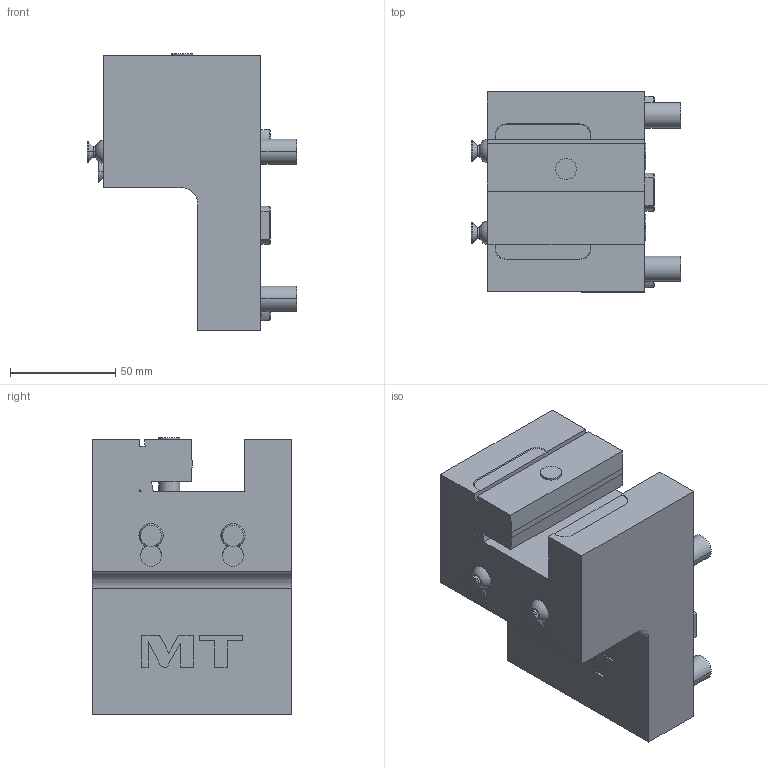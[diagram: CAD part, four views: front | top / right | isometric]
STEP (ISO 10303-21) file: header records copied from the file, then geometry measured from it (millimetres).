
FILE_DESCRIPTION((''),'2;1');
FILE_NAME('DWO4282510_CONF','2026-03-04T10:20:20',('fpalella'),('M.T. srl'),'CREO PARAMETRIC BY PTC INC, 2023352','CREO PARAMETRIC BY PTC INC, 2023352','');
FILE_SCHEMA(('CONFIG_CONTROL_DESIGN'));
Length unit declared in the file: millimetre
Products named in the file (1): DWO4282510_CONF
Bounding box: 99.55 x 95 x 131.72 mm (x, y, z)
Volume: 601674.4 mm3; surface area: 62627.1 mm2
Topology: 1 solids, 1 shells, 150 faces, 367 edges, 238 vertices
Faces by surface type: plane 87, cylinder 35, cone 20, torus 4, extrusion 2, sphere 2
Entity records: 4576 total; most frequent: CARTESIAN_POINT 918, DIRECTION 753, ORIENTED_EDGE 734, EDGE_CURVE 367, AXIS2_PLACEMENT_3D 260, VERTEX_POINT 238, VECTOR 233, LINE 231
